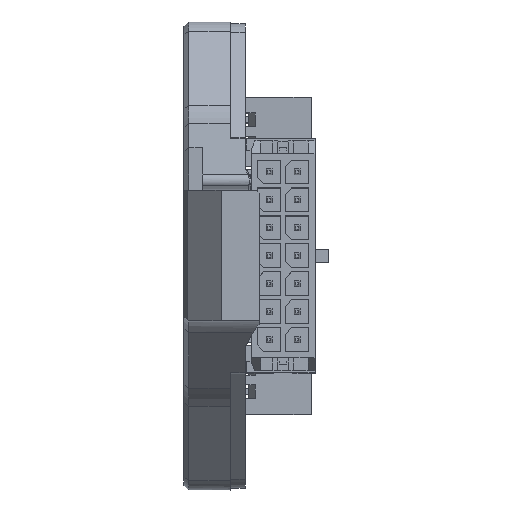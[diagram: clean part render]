
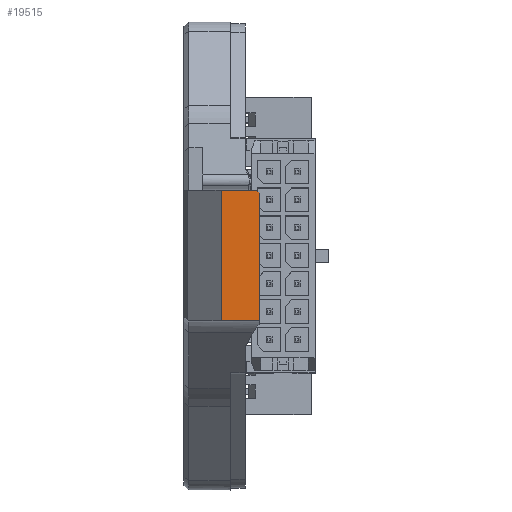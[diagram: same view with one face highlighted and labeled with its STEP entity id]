
A CAD part, top view. The second image highlights one B-rep face of the part: STEP entity #19515.
In plain terms, the highlighted face is planar.
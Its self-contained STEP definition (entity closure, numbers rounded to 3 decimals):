
#1620=FACE_OUTER_BOUND('',#2782,.T.);
#2782=EDGE_LOOP('',(#17336,#17337,#17338,#17339,#17340));
#5081=LINE('',#31014,#7511);
#5091=LINE('',#31062,#7521);
#5130=LINE('',#31213,#7560);
#5135=LINE('',#31224,#7565);
#5138=LINE('',#31229,#7568);
#7511=VECTOR('',#25386,10.);
#7521=VECTOR('',#25410,10.);
#7560=VECTOR('',#25551,10.);
#7565=VECTOR('',#25564,10.);
#7568=VECTOR('',#25571,10.);
#9221=VERTEX_POINT('',#31012);
#9222=VERTEX_POINT('',#31013);
#9229=VERTEX_POINT('',#31060);
#9290=VERTEX_POINT('',#31212);
#9292=VERTEX_POINT('',#31222);
#11810=EDGE_CURVE('',#9221,#9222,#5081,.T.);
#11825=EDGE_CURVE('',#9221,#9229,#5091,.T.);
#11900=EDGE_CURVE('',#9222,#9290,#5130,.T.);
#11906=EDGE_CURVE('',#9292,#9229,#5135,.T.);
#11909=EDGE_CURVE('',#9290,#9292,#5138,.T.);
#17336=ORIENTED_EDGE('',*,*,#11810,.F.);
#17337=ORIENTED_EDGE('',*,*,#11825,.T.);
#17338=ORIENTED_EDGE('',*,*,#11906,.F.);
#17339=ORIENTED_EDGE('',*,*,#11909,.F.);
#17340=ORIENTED_EDGE('',*,*,#11900,.F.);
#18250=PLANE('',#20835);
#19515=ADVANCED_FACE('',(#1620),#18250,.T.);
#20835=AXIS2_PLACEMENT_3D('',#31431,#25806,#25807);
#25386=DIRECTION('',(-0.707,0.,0.707));
#25410=DIRECTION('',(0.,0.,-1.));
#25551=DIRECTION('',(-1.,0.,0.));
#25564=DIRECTION('',(1.,0.,0.));
#25571=DIRECTION('',(0.,0.,-1.));
#25806=DIRECTION('center_axis',(0.,1.,0.));
#25807=DIRECTION('ref_axis',(1.,0.,0.));
#31012=CARTESIAN_POINT('',(7.,31.2,2.8));
#31013=CARTESIAN_POINT('',(6.7,31.2,3.1));
#31014=CARTESIAN_POINT('',(4.125,31.2,5.675));
#31060=CARTESIAN_POINT('',(7.,31.2,-1.));
#31062=CARTESIAN_POINT('',(7.,31.2,0.));
#31212=CARTESIAN_POINT('',(-7.,31.2,3.1));
#31213=CARTESIAN_POINT('',(3.5,31.2,3.1));
#31222=CARTESIAN_POINT('',(-7.,31.2,-1.));
#31224=CARTESIAN_POINT('',(-3.5,31.2,-1.));
#31229=CARTESIAN_POINT('',(-7.,31.2,0.));
#31431=CARTESIAN_POINT('Origin',(-7.,31.2,0.));
